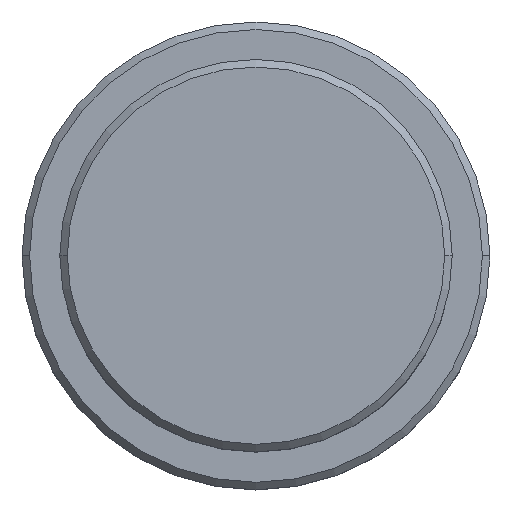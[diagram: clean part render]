
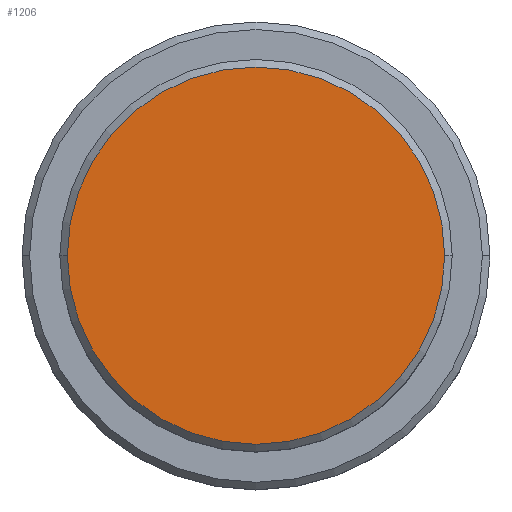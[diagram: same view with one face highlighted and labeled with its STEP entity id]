
A CAD part, top view. The second image highlights one B-rep face of the part: STEP entity #1206.
In plain terms, the highlighted planar face has unit normal (0, 0, 1).
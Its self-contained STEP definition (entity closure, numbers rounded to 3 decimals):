
#3 = CARTESIAN_POINT ( 'NONE',  ( -12.5, 0., 0. ) ) ;
#11 = CARTESIAN_POINT ( 'NONE',  ( 0., 0., 0. ) ) ;
#27 = CARTESIAN_POINT ( 'NONE',  ( 0., 0., 0. ) ) ;
#41 = DIRECTION ( 'NONE',  ( 0., 0., 1. ) ) ;
#94 = AXIS2_PLACEMENT_3D ( 'NONE', #11, #41, #674 ) ;
#158 = CIRCLE ( 'NONE', #518, 12.5 ) ;
#266 = PLANE ( 'NONE',  #94 ) ;
#351 = EDGE_CURVE ( 'NONE', #807, #1053, #158, .T. ) ;
#515 = EDGE_CURVE ( 'NONE', #1053, #807, #775, .T. ) ;
#518 = AXIS2_PLACEMENT_3D ( 'NONE', #27, #1238, #578 ) ;
#578 = DIRECTION ( 'NONE',  ( 1., 0., 0. ) ) ;
#594 = CARTESIAN_POINT ( 'NONE',  ( 0., 0., 0. ) ) ;
#674 = DIRECTION ( 'NONE',  ( 1., 0., 0. ) ) ;
#713 = EDGE_LOOP ( 'NONE', ( #921, #853 ) ) ;
#739 = DIRECTION ( 'NONE',  ( 0., 0., 1. ) ) ;
#743 = DIRECTION ( 'NONE',  ( 1., 0., 0. ) ) ;
#749 = AXIS2_PLACEMENT_3D ( 'NONE', #594, #739, #743 ) ;
#775 = CIRCLE ( 'NONE', #749, 12.5 ) ;
#807 = VERTEX_POINT ( 'NONE', #1026 ) ;
#853 = ORIENTED_EDGE ( 'NONE', *, *, #351, .T. ) ;
#909 = FACE_OUTER_BOUND ( 'NONE', #713, .T. ) ;
#921 = ORIENTED_EDGE ( 'NONE', *, *, #515, .T. ) ;
#1026 = CARTESIAN_POINT ( 'NONE',  ( 12.5, 0., 0. ) ) ;
#1053 = VERTEX_POINT ( 'NONE', #3 ) ;
#1206 = ADVANCED_FACE ( 'NONE', ( #909 ), #266, .T. ) ;
#1238 = DIRECTION ( 'NONE',  ( 0., 0., 1. ) ) ;
